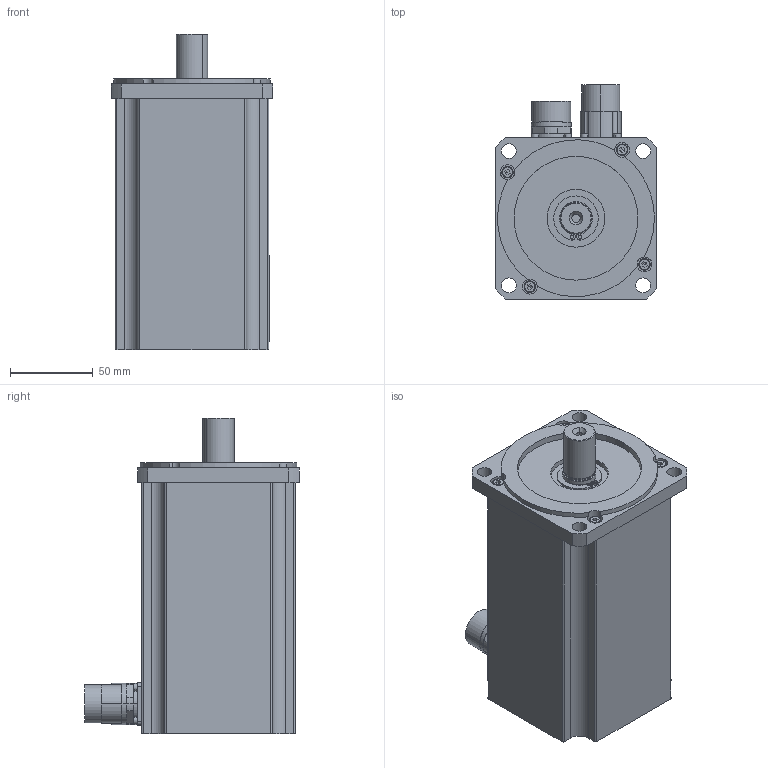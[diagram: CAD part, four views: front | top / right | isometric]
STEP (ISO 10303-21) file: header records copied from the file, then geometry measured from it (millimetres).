
FILE_DESCRIPTION (( 'STEP AP203' ), '1' );
FILE_NAME ('Motor_EGK80-80NR-+-Katalog11.10_.STEP', '2010-11-03T10:31:30', ( 'Groschopp' ), ( 'Groschopp AG' ), 'SwSTEP 2.0', 'SolidWorks 2007', '' );
FILE_SCHEMA (( 'CONFIG_CONTROL_DESIGN' ));
Length unit declared in the file: millimetre
Products named in the file (1): Motor_EGK80-80NR-+-Katalog11.10_
Bounding box: 98 x 130 x 191 mm (x, y, z)
Surface area: 97420.8 mm2 (no closed solid volume)
Topology: 0 solids, 22 shells, 316 faces, 876 edges, 583 vertices
Faces by surface type: plane 152, cylinder 126, cone 30, torus 8
Entity records: 10164 total; most frequent: DIRECTION 1881, CARTESIAN_POINT 1776, ORIENTED_EDGE 1493, EDGE_CURVE 876, AXIS2_PLACEMENT_3D 688, VERTEX_POINT 583, VECTOR 505, LINE 505
